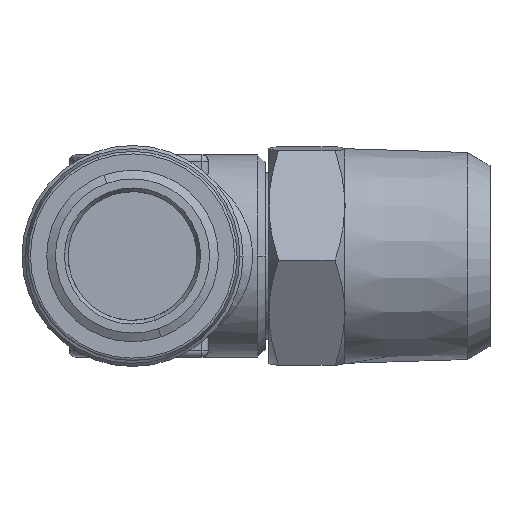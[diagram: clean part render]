
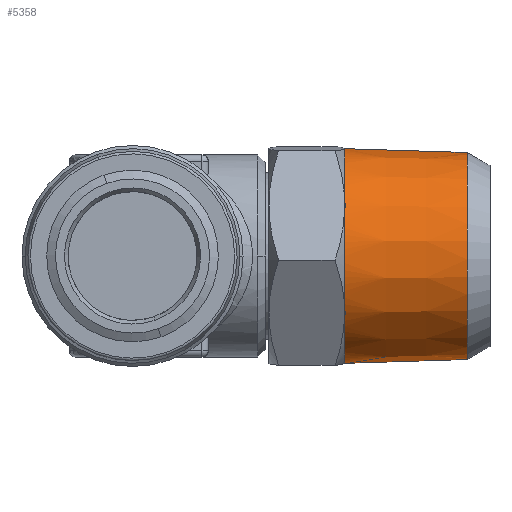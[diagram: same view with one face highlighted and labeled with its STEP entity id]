
A CAD part, left-side view. The second image highlights one B-rep face of the part: STEP entity #5358.
In plain terms, the highlighted conical face has half-angle 1.79 degrees and reference radius 8.2 mm.
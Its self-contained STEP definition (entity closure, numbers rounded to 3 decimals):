
#2 = CARTESIAN_POINT ( 'NONE',  ( -7.106, 5.6, -4.668 ) ) ;
#32 = CARTESIAN_POINT ( 'NONE',  ( -0.281, 5.518, 8.495 ) ) ;
#40 = CARTESIAN_POINT ( 'NONE',  ( -0.272, -4.081, 8.196 ) ) ;
#41 = CARTESIAN_POINT ( 'NONE',  ( 0.272, -4.081, -8.196 ) ) ;
#42 = CARTESIAN_POINT ( 'NONE',  ( 0.281, 5.518, -8.495 ) ) ;
#56 = CARTESIAN_POINT ( 'NONE',  ( -7.327, 5.6, -4.314 ) ) ;
#57 = CARTESIAN_POINT ( 'NONE',  ( -7.4, 5.6, 4.188 ) ) ;
#58 = CARTESIAN_POINT ( 'NONE',  ( -7.596, 5.6, 3.82 ) ) ;
#63 = CARTESIAN_POINT ( 'NONE',  ( -0.49, 5.6, 8.488 ) ) ;
#510 = VERTEX_POINT ( 'NONE', #5672 ) ;
#702 = EDGE_CURVE ( 'NONE', #7486, #7517, #5660, .T. ) ;
#735 = EDGE_CURVE ( 'NONE', #7495, #7496, #4044, .T. ) ;
#745 = EDGE_CURVE ( 'NONE', #7494, #7486, #3028, .T. ) ;
#889 = EDGE_CURVE ( 'NONE', #7494, #7495, #7386, .T. ) ;
#1037 = FACE_OUTER_BOUND ( 'NONE', #7162, .T. ) ;
#1045 = CONICAL_SURFACE ( 'NONE', #1377, 8.2, 0.031 ) ;
#1377 = AXIS2_PLACEMENT_3D ( 'NONE', #3728, #3716, #3736 ) ;
#1835 = AXIS2_PLACEMENT_3D ( 'NONE', #4988, #4989, #4990 ) ;
#3027 = VECTOR ( 'NONE', #3809, 1000. ) ;
#3028 = LINE ( 'NONE', #3806, #3027 ) ;
#3211 = B_SPLINE_CURVE_WITH_KNOTS ( 'NONE', 3,
 ( #7039, #7034, #7043, #7044 ),
 .UNSPECIFIED., .F., .F.,
 ( 4, 4 ),
 ( 0.012, 0.012 ),
 .UNSPECIFIED. ) ;
#3212 = B_SPLINE_CURVE_WITH_KNOTS ( 'NONE', 3,
 ( #7054, #7050, #7057, #7058, #7059, #7060 ),
 .UNSPECIFIED., .F., .F.,
 ( 4, 2, 4 ),
 ( 0., 0., 0. ),
 .UNSPECIFIED. ) ;
#3213 = B_SPLINE_CURVE_WITH_KNOTS ( 'NONE', 3,
 ( #7070, #7066, #7074, #7075, #7077, #7079 ),
 .UNSPECIFIED., .F., .F.,
 ( 4, 2, 4 ),
 ( 0., 0., 0. ),
 .UNSPECIFIED. ) ;
#3716 = DIRECTION ( 'NONE',  ( 0., 1., 0. ) ) ;
#3728 = CARTESIAN_POINT ( 'NONE',  ( 0., -4.081, 0. ) ) ;
#3736 = DIRECTION ( 'NONE',  ( -0.033, 0., 0.999 ) ) ;
#3806 = CARTESIAN_POINT ( 'NONE',  ( -0.272, -4.081, 8.196 ) ) ;
#3809 = DIRECTION ( 'NONE',  ( -0.001, 1., 0.031 ) ) ;
#4044 = LINE ( 'NONE', #5861, #4047 ) ;
#4047 = VECTOR ( 'NONE', #5850, 1000. ) ;
#4988 = CARTESIAN_POINT ( 'NONE',  ( 0., -4.081, 0. ) ) ;
#4989 = DIRECTION ( 'NONE',  ( 0., -1., 0. ) ) ;
#4990 = DIRECTION ( 'NONE',  ( 0.033, 0., -0.999 ) ) ;
#5202 = CIRCLE ( 'NONE', #6640, 8.503 ) ;
#5208 = CIRCLE ( 'NONE', #6642, 8.503 ) ;
#5213 = CIRCLE ( 'NONE', #6644, 8.503 ) ;
#5358 = ADVANCED_FACE ( 'NONE', ( #1037 ), #1045, .T. ) ;
#5660 = B_SPLINE_CURVE_WITH_KNOTS ( 'NONE', 3,
 ( #5687, #5684, #5683, #5688 ),
 .UNSPECIFIED., .F., .F.,
 ( 4, 4 ),
 ( 0.01, 0.01 ),
 .UNSPECIFIED. ) ;
#5672 = CARTESIAN_POINT ( 'NONE',  ( 0.073, 5.6, -8.502 ) ) ;
#5683 = CARTESIAN_POINT ( 'NONE',  ( -0.43, 5.553, 8.49 ) ) ;
#5684 = CARTESIAN_POINT ( 'NONE',  ( -0.357, 5.518, 8.493 ) ) ;
#5687 = CARTESIAN_POINT ( 'NONE',  ( -0.281, 5.518, 8.495 ) ) ;
#5688 = CARTESIAN_POINT ( 'NONE',  ( -0.49, 5.6, 8.488 ) ) ;
#5840 = ORIENTED_EDGE ( 'NONE', *, *, #8347, .T. ) ;
#5843 = ORIENTED_EDGE ( 'NONE', *, *, #8348, .T. ) ;
#5845 = ORIENTED_EDGE ( 'NONE', *, *, #8352, .T. ) ;
#5847 = ORIENTED_EDGE ( 'NONE', *, *, #8353, .T. ) ;
#5848 = ORIENTED_EDGE ( 'NONE', *, *, #8357, .T. ) ;
#5849 = ORIENTED_EDGE ( 'NONE', *, *, #8358, .T. ) ;
#5850 = DIRECTION ( 'NONE',  ( 0.001, 1., -0.031 ) ) ;
#5851 = ORIENTED_EDGE ( 'NONE', *, *, #702, .T. ) ;
#5852 = ORIENTED_EDGE ( 'NONE', *, *, #745, .T. ) ;
#5854 = ORIENTED_EDGE ( 'NONE', *, *, #889, .F. ) ;
#5856 = ORIENTED_EDGE ( 'NONE', *, *, #735, .F. ) ;
#5861 = CARTESIAN_POINT ( 'NONE',  ( 0.272, -4.081, -8.196 ) ) ;
#6640 = AXIS2_PLACEMENT_3D ( 'NONE', #7047, #7048, #7049 ) ;
#6642 = AXIS2_PLACEMENT_3D ( 'NONE', #7063, #7064, #7065 ) ;
#6644 = AXIS2_PLACEMENT_3D ( 'NONE', #7086, #7088, #7090 ) ;
#7034 = CARTESIAN_POINT ( 'NONE',  ( 0.133, 5.553, -8.5 ) ) ;
#7039 = CARTESIAN_POINT ( 'NONE',  ( 0.073, 5.6, -8.502 ) ) ;
#7043 = CARTESIAN_POINT ( 'NONE',  ( 0.206, 5.518, -8.498 ) ) ;
#7044 = CARTESIAN_POINT ( 'NONE',  ( 0.281, 5.518, -8.495 ) ) ;
#7047 = CARTESIAN_POINT ( 'NONE',  ( 0., 5.6, 0. ) ) ;
#7048 = DIRECTION ( 'NONE',  ( 0., -1., 0. ) ) ;
#7049 = DIRECTION ( 'NONE',  ( 0.033, 0., -0.999 ) ) ;
#7050 = CARTESIAN_POINT ( 'NONE',  ( -7.295, 5.553, -4.366 ) ) ;
#7054 = CARTESIAN_POINT ( 'NONE',  ( -7.327, 5.6, -4.314 ) ) ;
#7057 = CARTESIAN_POINT ( 'NONE',  ( -7.257, 5.518, -4.426 ) ) ;
#7058 = CARTESIAN_POINT ( 'NONE',  ( -7.176, 5.518, -4.557 ) ) ;
#7059 = CARTESIAN_POINT ( 'NONE',  ( -7.138, 5.553, -4.617 ) ) ;
#7060 = CARTESIAN_POINT ( 'NONE',  ( -7.106, 5.6, -4.668 ) ) ;
#7063 = CARTESIAN_POINT ( 'NONE',  ( 0., 5.6, 0. ) ) ;
#7064 = DIRECTION ( 'NONE',  ( 0., -1., 0. ) ) ;
#7065 = DIRECTION ( 'NONE',  ( 0.033, 0., -0.999 ) ) ;
#7066 = CARTESIAN_POINT ( 'NONE',  ( -7.428, 5.553, 4.135 ) ) ;
#7070 = CARTESIAN_POINT ( 'NONE',  ( -7.4, 5.6, 4.188 ) ) ;
#7074 = CARTESIAN_POINT ( 'NONE',  ( -7.462, 5.518, 4.072 ) ) ;
#7075 = CARTESIAN_POINT ( 'NONE',  ( -7.534, 5.518, 3.936 ) ) ;
#7077 = CARTESIAN_POINT ( 'NONE',  ( -7.568, 5.553, 3.873 ) ) ;
#7079 = CARTESIAN_POINT ( 'NONE',  ( -7.596, 5.6, 3.82 ) ) ;
#7086 = CARTESIAN_POINT ( 'NONE',  ( 0., 5.6, 0. ) ) ;
#7088 = DIRECTION ( 'NONE',  ( 0., -1., 0. ) ) ;
#7090 = DIRECTION ( 'NONE',  ( 0.033, 0., -0.999 ) ) ;
#7162 = EDGE_LOOP ( 'NONE', ( #5856, #5854, #5852, #5851, #5849, #5848, #5847, #5845, #5843, #5840 ) ) ;
#7170 = VERTEX_POINT ( 'NONE', #2 ) ;
#7386 = CIRCLE ( 'NONE', #1835, 8.2 ) ;
#7486 = VERTEX_POINT ( 'NONE', #32 ) ;
#7494 = VERTEX_POINT ( 'NONE', #40 ) ;
#7495 = VERTEX_POINT ( 'NONE', #41 ) ;
#7496 = VERTEX_POINT ( 'NONE', #42 ) ;
#7510 = VERTEX_POINT ( 'NONE', #56 ) ;
#7511 = VERTEX_POINT ( 'NONE', #57 ) ;
#7512 = VERTEX_POINT ( 'NONE', #58 ) ;
#7517 = VERTEX_POINT ( 'NONE', #63 ) ;
#8347 = EDGE_CURVE ( 'NONE', #510, #7496, #3211, .T. ) ;
#8348 = EDGE_CURVE ( 'NONE', #7170, #510, #5202, .T. ) ;
#8352 = EDGE_CURVE ( 'NONE', #7510, #7170, #3212, .T. ) ;
#8353 = EDGE_CURVE ( 'NONE', #7512, #7510, #5208, .T. ) ;
#8357 = EDGE_CURVE ( 'NONE', #7511, #7512, #3213, .T. ) ;
#8358 = EDGE_CURVE ( 'NONE', #7517, #7511, #5213, .T. ) ;
